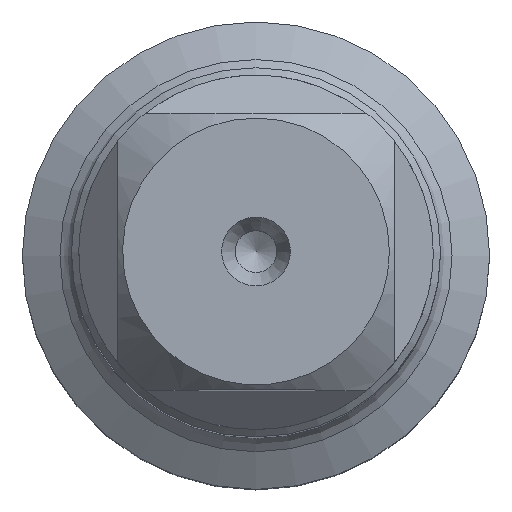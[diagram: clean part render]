
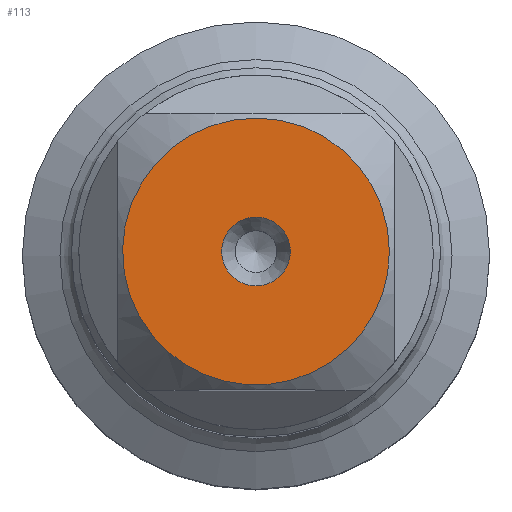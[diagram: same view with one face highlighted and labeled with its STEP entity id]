
A CAD part, top view. The second image highlights one B-rep face of the part: STEP entity #113.
In plain terms, the highlighted planar face has unit normal (0, 0, 1).
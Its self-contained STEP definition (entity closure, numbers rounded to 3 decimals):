
#54=PLANE('',#493);
#113=ADVANCED_FACE('',(#158,#159),#54,.F.);
#158=FACE_BOUND('',#198,.T.);
#159=FACE_BOUND('',#199,.T.);
#198=EDGE_LOOP('',(#268));
#199=EDGE_LOOP('',(#269));
#268=ORIENTED_EDGE('',*,*,#382,.T.);
#269=ORIENTED_EDGE('',*,*,#355,.T.);
#318=VERTEX_POINT('',#699);
#341=VERTEX_POINT('',#776);
#355=EDGE_CURVE('',#318,#318,#398,.T.);
#382=EDGE_CURVE('',#341,#341,#409,.T.);
#398=CIRCLE('',#470,6.398);
#409=CIRCLE('',#492,1.65);
#470=AXIS2_PLACEMENT_3D('',#698,#538,#539);
#492=AXIS2_PLACEMENT_3D('',#775,#590,#591);
#493=AXIS2_PLACEMENT_3D('',#777,#592,#593);
#538=DIRECTION('',(0.,0.,1.));
#539=DIRECTION('',(1.,0.,0.));
#590=DIRECTION('',(0.,0.,-1.));
#591=DIRECTION('',(-1.,0.,0.));
#592=DIRECTION('',(0.,0.,-1.));
#593=DIRECTION('',(-1.,0.,0.));
#698=CARTESIAN_POINT('',(0.,0.,0.));
#699=CARTESIAN_POINT('',(6.398,0.,0.));
#775=CARTESIAN_POINT('',(0.,0.,0.));
#776=CARTESIAN_POINT('',(-1.65,0.,0.));
#777=CARTESIAN_POINT('',(9.052,0.,0.));
